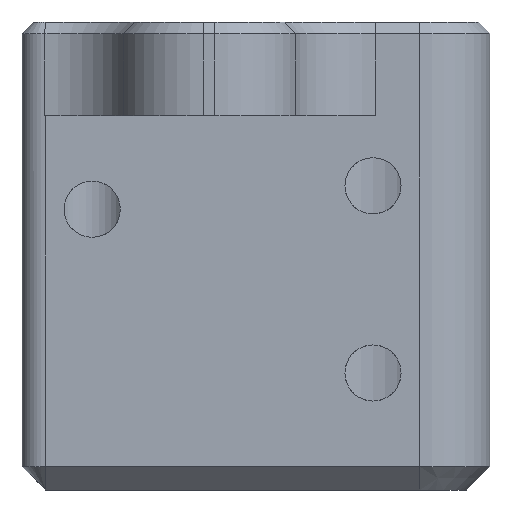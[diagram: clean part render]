
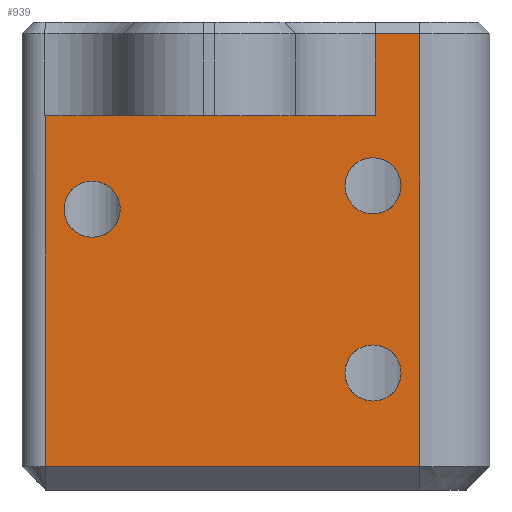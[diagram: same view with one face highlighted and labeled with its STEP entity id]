
A CAD part, front view. The second image highlights one B-rep face of the part: STEP entity #939.
In plain terms, the highlighted planar face has unit normal (0, -1, 0).
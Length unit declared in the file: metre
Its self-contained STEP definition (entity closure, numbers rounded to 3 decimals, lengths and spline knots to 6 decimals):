
#38=CIRCLE('',#1017,0.0012);
#39=CIRCLE('',#1018,0.0012);
#40=CIRCLE('',#1019,0.0012);
#130=ORIENTED_EDGE('',*,*,#402,.T.);
#131=ORIENTED_EDGE('',*,*,#403,.T.);
#132=ORIENTED_EDGE('',*,*,#404,.T.);
#133=ORIENTED_EDGE('',*,*,#405,.T.);
#134=ORIENTED_EDGE('',*,*,#406,.T.);
#135=ORIENTED_EDGE('',*,*,#407,.F.);
#136=ORIENTED_EDGE('',*,*,#408,.T.);
#137=ORIENTED_EDGE('',*,*,#409,.T.);
#138=ORIENTED_EDGE('',*,*,#410,.T.);
#402=EDGE_CURVE('',#538,#539,#617,.F.);
#403=EDGE_CURVE('',#539,#540,#618,.T.);
#404=EDGE_CURVE('',#540,#541,#619,.T.);
#405=EDGE_CURVE('',#541,#542,#620,.T.);
#406=EDGE_CURVE('',#542,#543,#621,.F.);
#407=EDGE_CURVE('',#538,#543,#622,.T.);
#408=EDGE_CURVE('',#544,#544,#38,.T.);
#409=EDGE_CURVE('',#545,#545,#39,.T.);
#410=EDGE_CURVE('',#546,#546,#40,.T.);
#538=VERTEX_POINT('',#1490);
#539=VERTEX_POINT('',#1491);
#540=VERTEX_POINT('',#1493);
#541=VERTEX_POINT('',#1495);
#542=VERTEX_POINT('',#1497);
#543=VERTEX_POINT('',#1499);
#544=VERTEX_POINT('',#1502);
#545=VERTEX_POINT('',#1504);
#546=VERTEX_POINT('',#1506);
#617=LINE('',#1489,#687);
#618=LINE('',#1492,#688);
#619=LINE('',#1494,#689);
#620=LINE('',#1496,#690);
#621=LINE('',#1498,#691);
#622=LINE('',#1500,#692);
#687=VECTOR('',#1146,1.);
#688=VECTOR('',#1147,1.);
#689=VECTOR('',#1148,1.);
#690=VECTOR('',#1149,1.);
#691=VECTOR('',#1150,1.);
#692=VECTOR('',#1151,1.);
#759=EDGE_LOOP('',(#130,#131,#132,#133,#134,#135));
#760=EDGE_LOOP('',(#136));
#761=EDGE_LOOP('',(#137));
#762=EDGE_LOOP('',(#138));
#841=FACE_BOUND('',#759,.T.);
#842=FACE_BOUND('',#760,.T.);
#843=FACE_BOUND('',#761,.T.);
#844=FACE_BOUND('',#762,.T.);
#916=PLANE('',#1016);
#939=ADVANCED_FACE('',(#841,#842,#843,#844),#916,.T.);
#1016=AXIS2_PLACEMENT_3D('',#1488,#1144,#1145);
#1017=AXIS2_PLACEMENT_3D('',#1501,#1152,#1153);
#1018=AXIS2_PLACEMENT_3D('',#1503,#1154,#1155);
#1019=AXIS2_PLACEMENT_3D('',#1505,#1156,#1157);
#1144=DIRECTION('',(0.,-1.,0.));
#1145=DIRECTION('',(0.,0.,-1.));
#1146=DIRECTION('',(0.,0.,1.));
#1147=DIRECTION('',(1.,0.,0.));
#1148=DIRECTION('',(0.,0.,1.));
#1149=DIRECTION('',(-1.,0.,0.));
#1150=DIRECTION('',(0.,0.,1.));
#1151=DIRECTION('',(1.,0.,0.));
#1152=DIRECTION('',(0.,1.,0.));
#1153=DIRECTION('',(0.,0.,1.));
#1154=DIRECTION('',(0.,1.,0.));
#1155=DIRECTION('',(0.,0.,1.));
#1156=DIRECTION('',(0.,1.,0.));
#1157=DIRECTION('',(0.,0.,1.));
#1488=CARTESIAN_POINT('',(0.008,0.,-0.02));
#1489=CARTESIAN_POINT('',(0.001,0.,-0.02));
#1490=CARTESIAN_POINT('',(0.001,0.,-0.004));
#1491=CARTESIAN_POINT('',(0.001,0.,-0.019));
#1492=CARTESIAN_POINT('',(0.017,0.,-0.019));
#1493=CARTESIAN_POINT('',(0.017,0.,-0.019));
#1494=CARTESIAN_POINT('',(0.017,0.,-0.02));
#1495=CARTESIAN_POINT('',(0.017,0.,-0.0005));
#1496=CARTESIAN_POINT('',(0.008,0.,-0.0005));
#1497=CARTESIAN_POINT('',(0.0151,0.,-0.0005));
#1498=CARTESIAN_POINT('',(0.0151,0.,-0.004));
#1499=CARTESIAN_POINT('',(0.0151,0.,-0.004));
#1500=CARTESIAN_POINT('',(0.008,0.,-0.004));
#1501=CARTESIAN_POINT('',(0.003,0.,-0.008));
#1502=CARTESIAN_POINT('',(0.003,0.,-0.0068));
#1503=CARTESIAN_POINT('',(0.015,0.,-0.015));
#1504=CARTESIAN_POINT('',(0.015,0.,-0.0138));
#1505=CARTESIAN_POINT('',(0.015,0.,-0.007));
#1506=CARTESIAN_POINT('',(0.015,0.,-0.0058));
